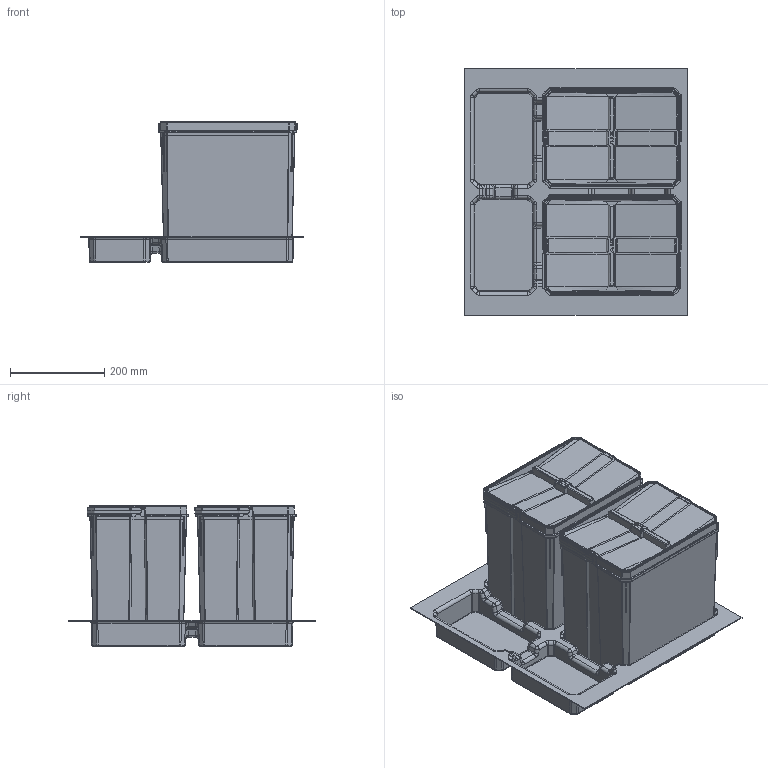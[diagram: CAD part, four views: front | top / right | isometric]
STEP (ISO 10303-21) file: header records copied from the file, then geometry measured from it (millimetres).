
FILE_DESCRIPTION(/* description */ (''),/* implementation_level */ '2;1');
FILE_NAME(/* name */ 'PB-AS-600-2X15L.stp',/* time_stamp */ '2023-06-27T16:01:01+02:00',/* author */ ('tomaszw'),/* organization */ (''),/* preprocessor_version */ 'ST-DEVELOPER v19.2',/* originating_system */ 'Autodesk Inventor 2023',/* authorisation */ '');
FILE_SCHEMA (('AUTOMOTIVE_DESIGN { 1 0 10303 214 3 1 1 }'));
Products named in the file (6): Zestawienie tacek; T_524x474_02_Taca; KOSZ_15_26.01.2022; kosz_15_rączka; kosz_15_pokrywka; kosz_15_wiadro
Assembly tree (6 placements, depth 3):
  Zestawienie tacek
    T_524x474_02_Taca
    KOSZ_15_26.01.2022  x2
      kosz_15_rączka
      kosz_15_pokrywka
      kosz_15_wiadro
Bounding box: 474 x 524 x 299.44 mm (x, y, z)
Volume: 2094805.8 mm3; surface area: 2400275.1 mm2
Topology: 7 solids, 7 shells, 4268 faces, 10968 edges, 6692 vertices
Faces by surface type: cylinder 1566, plane 1508, bspline 992, sphere 120, torus 52, cone 30
Full cylindrical faces by diameter (mm): 4.6 x4, 7.5 x4, 8 x2
Entity records: 121108 total; most frequent: CARTESIAN_POINT 61914, ORIENTED_EDGE 12428, DIRECTION 11164, EDGE_CURVE 6214, AXIS2_PLACEMENT_3D 3907, VERTEX_POINT 3790, LINE 3350, VECTOR 3350
